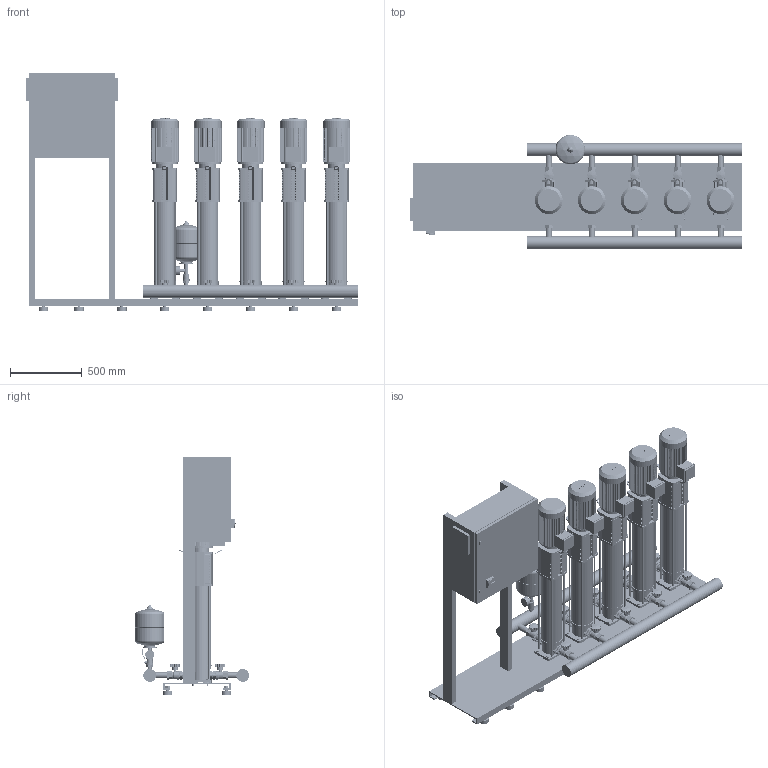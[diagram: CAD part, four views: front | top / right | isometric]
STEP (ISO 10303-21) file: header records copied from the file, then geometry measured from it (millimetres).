
FILE_DESCRIPTION((''),'2;1');
FILE_NAME('3d_CO-5HELIXV615_K_CC-01-2535364.stp','2016-01-25T08:26:23',(''),(''),'Mechanical Desktop 2009','Mechanical Desktop 2009',', , ');
FILE_SCHEMA(('CONFIG_CONTROL_DESIGN'));
Length unit declared in the file: millimetre
Products named in the file (1): Product
Bounding box: 2320 x 797.45 x 1670 mm (x, y, z)
Volume: 271630368.4 mm3; surface area: 14958977.4 mm2
Topology: 199 solids, 199 shells, 7562 faces, 19923 edges, 13130 vertices
Faces by surface type: plane 3738, bspline 1811, cylinder 1721, cone 264, torus 26, sphere 2
Entity records: 244464 total; most frequent: CARTESIAN_POINT 57343, ORIENTED_EDGE 39806, DIRECTION 35798, EDGE_CURVE 19903, VECTOR 13996, LINE 13996, VERTEX_POINT 13125, AXIS2_PLACEMENT_3D 10901
